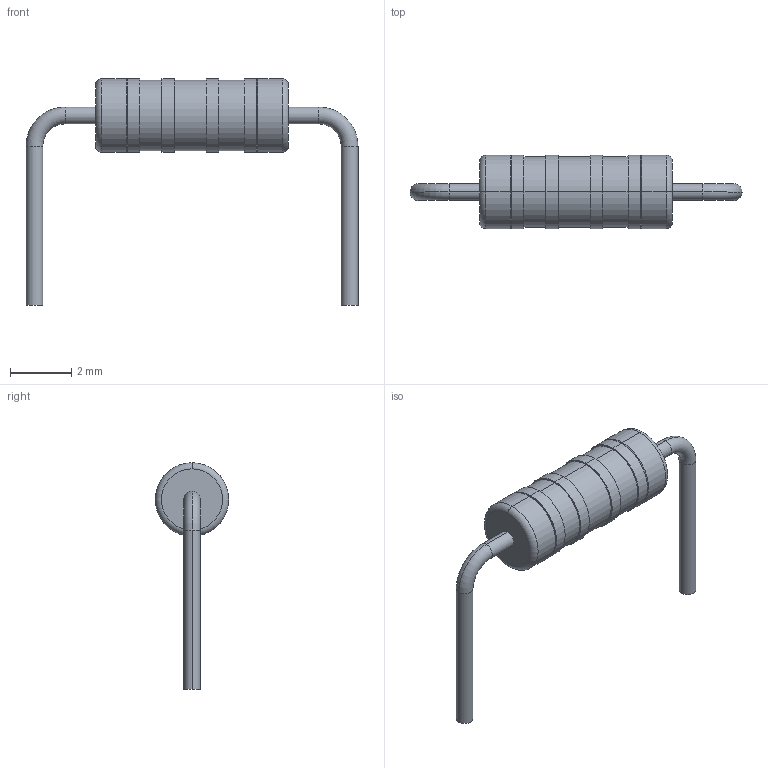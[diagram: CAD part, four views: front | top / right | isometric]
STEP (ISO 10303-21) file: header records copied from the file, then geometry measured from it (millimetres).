
FILE_DESCRIPTION (( 'STEP AP214' ), '1' );
FILE_NAME ('RES-TH-C24x63-P103-D6-1.STEP', '2025-10-14T10:24:46', ( '' ), ( '' ), 'SwSTEP 2.0', 'SolidWorks 2020', '' );
FILE_SCHEMA (( 'AUTOMOTIVE_DESIGN' ));
Length unit declared in the file: millimetre
Products named in the file (2): RES-TH-C24x63-P103-D6-1; RES-TH_BD2.4-L6.3-P10.30-D0.6~RES-TH_BD2.4-L6.3-P10.30-D0.6~xQ6A^R1~RES-TH_BD2.4-L6.3-P10.30-D0.6~RES-TH_BD2.4-L6.3-P10.30-D0.6~xQ6A_3D_PCB1_2025-10-14(2)_3D_PCB1_2025-10-14
Assembly tree (1 placements, depth 2):
  RES-TH-C24x63-P103-D6-1
    RES-TH_BD2.4-L6.3-P10.30-D0.6~RES-TH_BD2.4-L6.3-P10.30-D0.6~xQ6A^R1~RES-TH_BD2.4-L6.3-P10.30-D0.6~RES-TH_BD2.4-L6.3-P10.30-D0.6~xQ6A_3D_PCB1_2025-10-14(2)_3D_PCB1_2025-10-14
Bounding box: 10.85 x 2.4 x 7.4 mm (x, y, z)
Volume: 31.1 mm3; surface area: 84.5 mm2
Topology: 1 solids, 1 shells, 274 faces, 713 edges, 470 vertices
Faces by surface type: plane 138, bspline 98, cylinder 26, torus 8, cone 4
Entity records: 9551 total; most frequent: CARTESIAN_POINT 2767, ORIENTED_EDGE 1426, DIRECTION 941, EDGE_CURVE 713, VERTEX_POINT 470, LINE 445, VECTOR 445, EDGE_LOOP 303
